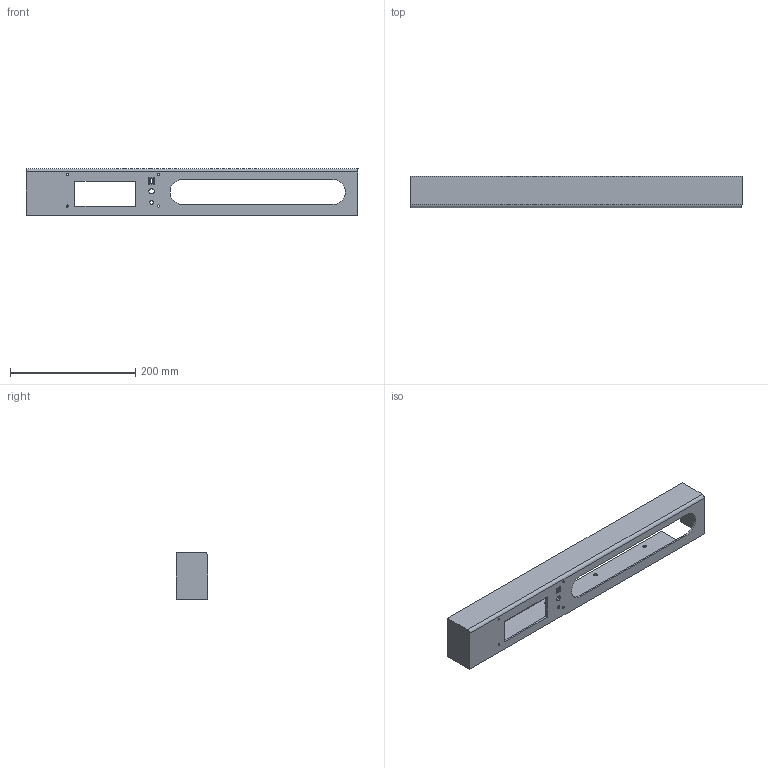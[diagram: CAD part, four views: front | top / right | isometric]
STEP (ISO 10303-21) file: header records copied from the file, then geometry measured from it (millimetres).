
FILE_DESCRIPTION(/* description */ (''),/* implementation_level */ '2;1');
FILE_NAME(/* name */ 'LCD top bar.step',/* time_stamp */ '2023-06-26T20:16:07-05:00',/* author */ (''),/* organization */ (''),/* preprocessor_version */ 'ST-DEVELOPER v19.2',/* originating_system */ 'Autodesk Translation Framework v12.6.0.85',/* authorisation */ '');
FILE_SCHEMA (('AUTOMOTIVE_DESIGN { 1 0 10303 214 3 1 1 }'));
Length unit declared in the file: millimetre
Products named in the file (1): Candy Claw 3D render
Bounding box: 530 x 50 x 75 mm (x, y, z)
Volume: 235327.6 mm3; surface area: 163172.1 mm2
Topology: 1 solids, 1 shells, 99 faces, 295 edges, 198 vertices
Faces by surface type: plane 78, cylinder 21
Full cylindrical faces by diameter (mm): 3.5 x3, 3.53 x1, 5.5 x5, 8.5 x1
Entity records: 3410 total; most frequent: CARTESIAN_POINT 593, ORIENTED_EDGE 590, DIRECTION 538, EDGE_CURVE 295, LINE 252, VECTOR 252, VERTEX_POINT 198, AXIS2_PLACEMENT_3D 143
